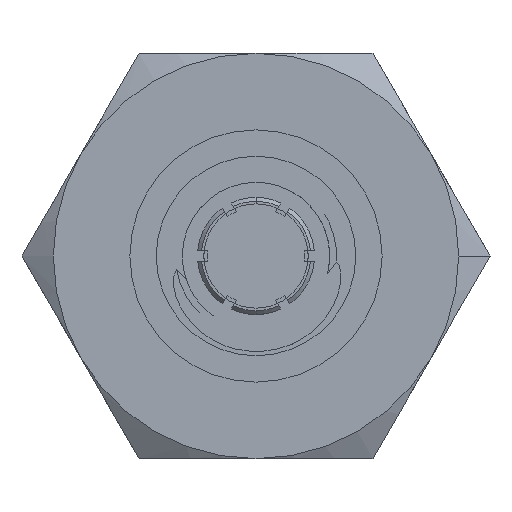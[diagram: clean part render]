
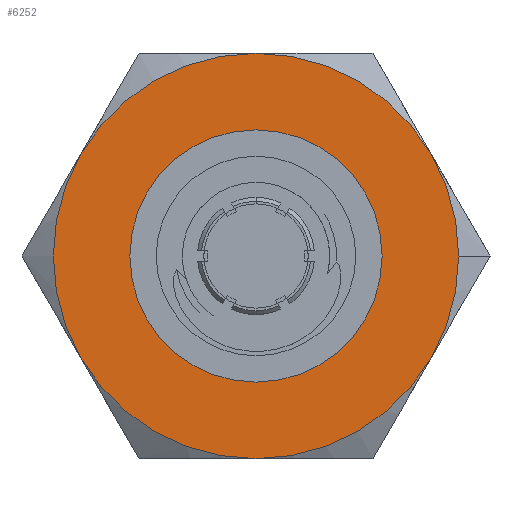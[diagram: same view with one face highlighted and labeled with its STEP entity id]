
A CAD part, left-side view. The second image highlights one B-rep face of the part: STEP entity #6252.
In plain terms, the highlighted face is planar.
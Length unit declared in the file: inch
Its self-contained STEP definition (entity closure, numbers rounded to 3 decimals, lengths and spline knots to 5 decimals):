
#23 = DIRECTION ( 'NONE',  ( 0., 0., 1. ) ) ;
#101 = CARTESIAN_POINT ( 'NONE',  ( -0.07875, -0.12567, 0.1364 ) ) ;
#208 = AXIS2_PLACEMENT_3D ( 'NONE', #1159, #2422, #2511 ) ;
#321 = ORIENTED_EDGE ( 'NONE', *, *, #2648, .F. ) ;
#323 = ORIENTED_EDGE ( 'NONE', *, *, #8157, .F. ) ;
#331 = CIRCLE ( 'NONE', #3674, 0.1575 ) ;
#371 = AXIS2_PLACEMENT_3D ( 'NONE', #5004, #1272, #3832 ) ;
#382 = EDGE_LOOP ( 'NONE', ( #7130, #2998, #5683, #3269, #5206, #7599, #6136 ) ) ;
#644 = DIRECTION ( 'NONE',  ( 0., 0., 1. ) ) ;
#767 = CARTESIAN_POINT ( 'NONE',  ( 0., -0.12567, 0. ) ) ;
#797 = CARTESIAN_POINT ( 'NONE',  ( 0., -0.12567, 0. ) ) ;
#885 = AXIS2_PLACEMENT_3D ( 'NONE', #6016, #5456, #2180 ) ;
#1159 = CARTESIAN_POINT ( 'NONE',  ( 0., -0.12567, 0. ) ) ;
#1213 = DIRECTION ( 'NONE',  ( 0., 1., 0. ) ) ;
#1272 = DIRECTION ( 'NONE',  ( 0., 1., 0. ) ) ;
#1524 = CARTESIAN_POINT ( 'NONE',  ( -0.07875, -0.12567, -0.1364 ) ) ;
#1564 = VERTEX_POINT ( 'NONE', #3394 ) ;
#1666 = CIRCLE ( 'NONE', #208, 0.1575 ) ;
#1679 = CIRCLE ( 'NONE', #885, 0.1575 ) ;
#2024 = EDGE_CURVE ( 'NONE', #3140, #1564, #331, .T. ) ;
#2105 = CIRCLE ( 'NONE', #371, 0.1575 ) ;
#2162 = VERTEX_POINT ( 'NONE', #7043 ) ;
#2180 = DIRECTION ( 'NONE',  ( 0., 0., 1. ) ) ;
#2202 = EDGE_CURVE ( 'NONE', #2162, #5733, #1666, .T. ) ;
#2230 = FACE_OUTER_BOUND ( 'NONE', #382, .T. ) ;
#2350 = AXIS2_PLACEMENT_3D ( 'NONE', #4191, #4270, #6689 ) ;
#2422 = DIRECTION ( 'NONE',  ( 0., 1., 0. ) ) ;
#2511 = DIRECTION ( 'NONE',  ( 0., 0., 1. ) ) ;
#2648 = EDGE_CURVE ( 'NONE', #3690, #7089, #6513, .T. ) ;
#2849 = FACE_BOUND ( 'NONE', #5479, .T. ) ;
#2979 = EDGE_CURVE ( 'NONE', #5171, #6540, #1679, .T. ) ;
#2998 = ORIENTED_EDGE ( 'NONE', *, *, #2979, .F. ) ;
#3020 = CARTESIAN_POINT ( 'NONE',  ( 0., -0.12567, 0. ) ) ;
#3140 = VERTEX_POINT ( 'NONE', #8151 ) ;
#3191 = VERTEX_POINT ( 'NONE', #8193 ) ;
#3203 = DIRECTION ( 'NONE',  ( 0., 1., 0. ) ) ;
#3231 = EDGE_CURVE ( 'NONE', #3140, #2162, #7995, .T. ) ;
#3269 = ORIENTED_EDGE ( 'NONE', *, *, #4664, .F. ) ;
#3375 = AXIS2_PLACEMENT_3D ( 'NONE', #767, #5088, #5845 ) ;
#3394 = CARTESIAN_POINT ( 'NONE',  ( 0.1575, -0.12567, 0. ) ) ;
#3674 = AXIS2_PLACEMENT_3D ( 'NONE', #797, #7183, #7096 ) ;
#3690 = VERTEX_POINT ( 'NONE', #4747 ) ;
#3832 = DIRECTION ( 'NONE',  ( 0., 0., 1. ) ) ;
#3966 = DIRECTION ( 'NONE',  ( 0., 0., 1. ) ) ;
#3968 = AXIS2_PLACEMENT_3D ( 'NONE', #4401, #1213, #644 ) ;
#4191 = CARTESIAN_POINT ( 'NONE',  ( 0., -0.12567, 0. ) ) ;
#4223 = DIRECTION ( 'NONE',  ( 0., 0., 1. ) ) ;
#4270 = DIRECTION ( 'NONE',  ( 0., -1., 0. ) ) ;
#4401 = CARTESIAN_POINT ( 'NONE',  ( 0., -0.12567, 0. ) ) ;
#4664 = EDGE_CURVE ( 'NONE', #5733, #3191, #2105, .T. ) ;
#4721 = EDGE_CURVE ( 'NONE', #6540, #1564, #6000, .T. ) ;
#4747 = CARTESIAN_POINT ( 'NONE',  ( 0., -0.12567, -0.059 ) ) ;
#5004 = CARTESIAN_POINT ( 'NONE',  ( 0., -0.12567, 0. ) ) ;
#5088 = DIRECTION ( 'NONE',  ( 0., -1., 0. ) ) ;
#5171 = VERTEX_POINT ( 'NONE', #101 ) ;
#5206 = ORIENTED_EDGE ( 'NONE', *, *, #2202, .F. ) ;
#5290 = CARTESIAN_POINT ( 'NONE',  ( 0., -0.12567, 0.059 ) ) ;
#5456 = DIRECTION ( 'NONE',  ( 0., 1., 0. ) ) ;
#5479 = EDGE_LOOP ( 'NONE', ( #323, #321 ) ) ;
#5683 = ORIENTED_EDGE ( 'NONE', *, *, #6411, .F. ) ;
#5733 = VERTEX_POINT ( 'NONE', #1524 ) ;
#5845 = DIRECTION ( 'NONE',  ( 0., 0., 1. ) ) ;
#5948 = DIRECTION ( 'NONE',  ( 0., 1., 0. ) ) ;
#6000 = CIRCLE ( 'NONE', #6934, 0.1575 ) ;
#6016 = CARTESIAN_POINT ( 'NONE',  ( 0., -0.12567, 0. ) ) ;
#6092 = AXIS2_PLACEMENT_3D ( 'NONE', #3020, #6681, #4223 ) ;
#6136 = ORIENTED_EDGE ( 'NONE', *, *, #2024, .T. ) ;
#6252 = ADVANCED_FACE ( 'NONE', ( #2849, #2230 ), #6842, .F. ) ;
#6364 = CIRCLE ( 'NONE', #8254, 0.1575 ) ;
#6394 = CARTESIAN_POINT ( 'NONE',  ( 0., -0.12567, 0. ) ) ;
#6411 = EDGE_CURVE ( 'NONE', #3191, #5171, #6364, .T. ) ;
#6513 = CIRCLE ( 'NONE', #2350, 0.059 ) ;
#6540 = VERTEX_POINT ( 'NONE', #8123 ) ;
#6681 = DIRECTION ( 'NONE',  ( 0., 1., 0. ) ) ;
#6689 = DIRECTION ( 'NONE',  ( 0., 0., 1. ) ) ;
#6842 = PLANE ( 'NONE',  #6092 ) ;
#6934 = AXIS2_PLACEMENT_3D ( 'NONE', #6394, #3203, #23 ) ;
#7043 = CARTESIAN_POINT ( 'NONE',  ( 0., -0.12567, -0.1575 ) ) ;
#7089 = VERTEX_POINT ( 'NONE', #5290 ) ;
#7096 = DIRECTION ( 'NONE',  ( 0., 0., -1. ) ) ;
#7130 = ORIENTED_EDGE ( 'NONE', *, *, #4721, .F. ) ;
#7183 = DIRECTION ( 'NONE',  ( 0., -1., 0. ) ) ;
#7212 = CARTESIAN_POINT ( 'NONE',  ( 0., -0.12567, 0. ) ) ;
#7599 = ORIENTED_EDGE ( 'NONE', *, *, #3231, .F. ) ;
#7995 = CIRCLE ( 'NONE', #3968, 0.1575 ) ;
#8123 = CARTESIAN_POINT ( 'NONE',  ( 0.07875, -0.12567, 0.1364 ) ) ;
#8151 = CARTESIAN_POINT ( 'NONE',  ( 0.07875, -0.12567, -0.1364 ) ) ;
#8157 = EDGE_CURVE ( 'NONE', #7089, #3690, #8217, .T. ) ;
#8193 = CARTESIAN_POINT ( 'NONE',  ( -0.1575, -0.12567, 0. ) ) ;
#8217 = CIRCLE ( 'NONE', #3375, 0.059 ) ;
#8254 = AXIS2_PLACEMENT_3D ( 'NONE', #7212, #5948, #3966 ) ;
